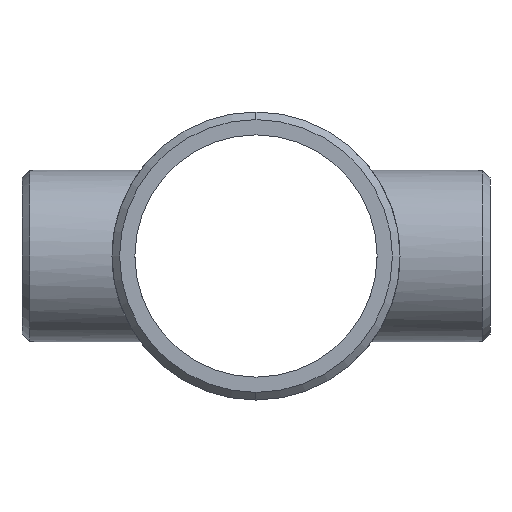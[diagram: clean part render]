
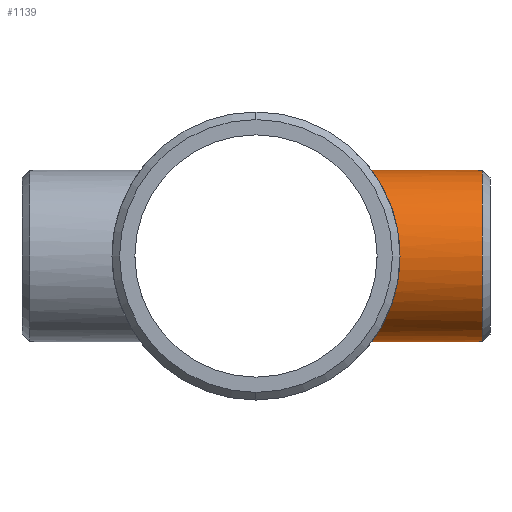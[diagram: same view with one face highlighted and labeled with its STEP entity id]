
A CAD part, left-side view. The second image highlights one B-rep face of the part: STEP entity #1139.
In plain terms, the highlighted cylindrical face has radius 30.226 mm (diameter 60.452 mm), a partial arc.
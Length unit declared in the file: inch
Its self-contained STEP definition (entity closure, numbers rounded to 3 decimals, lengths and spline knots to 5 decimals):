
#13 = CARTESIAN_POINT ( 'NONE',  ( -0.78668, -1.78899, 0.89611 ) ) ;
#15 = CARTESIAN_POINT ( 'NONE',  ( 0., -1.60745, -1.19 ) ) ;
#27 = CARTESIAN_POINT ( 'NONE',  ( -0.60015, -1.71553, 1.0283 ) ) ;
#46 = CARTESIAN_POINT ( 'NONE',  ( -1.15832, -1.98131, -0.2756 ) ) ;
#61 = CARTESIAN_POINT ( 'NONE',  ( -0.99626, -1.89112, -0.6511 ) ) ;
#73 = CARTESIAN_POINT ( 'NONE',  ( 0., -3.25, 1.19 ) ) ;
#91 = VERTEX_POINT ( 'NONE', #15 ) ;
#105 = CARTESIAN_POINT ( 'NONE',  ( -0.90532, -1.84483, 0.77258 ) ) ;
#112 = CARTESIAN_POINT ( 'NONE',  ( -0.72831, -1.76377, 0.9442 ) ) ;
#117 = CARTESIAN_POINT ( 'NONE',  ( -0.33339, -1.64156, 1.14251 ) ) ;
#123 = CARTESIAN_POINT ( 'NONE',  ( -1.06562, -1.92842, 0.53541 ) ) ;
#136 = DIRECTION ( 'NONE',  ( 0., 1., 0. ) ) ;
#137 = CARTESIAN_POINT ( 'NONE',  ( -1.19006, -2.00004, -0.07989 ) ) ;
#140 = B_SPLINE_CURVE_WITH_KNOTS ( 'NONE', 3,
 ( #1157, #1165, #877, #329, #199, #298, #117, #853, #672, #215, #321, #27, #1045, #112, #13, #490, #1053, #494, #105, #683, #962, #691, #123, #1068, #975, #1074, #605, #884, #230, #137, #510, #46, #425, #792, #1171, #337, #644, #927, #538, #157, #61, #640, #1108, #445, #902, #530, #1019, #714, #368, #835, #258, #545, #648, #918, #274, #265, #1207, #373, #923, #909, #1211, #828, #732, #364 ),
 .UNSPECIFIED., .F., .F.,
 ( 4, 2, 2, 2, 2, 2, 2, 2, 2, 2, 2, 2, 2, 2, 2, 2, 2, 2, 2, 2, 2, 2, 2, 2, 2, 2, 2, 2, 2, 2, 2, 4 ),
 ( 0.09689, 0.10293, 0.10444, 0.10595, 0.10897, 0.112, 0.11502, 0.12106, 0.12257, 0.12408, 0.12711, 0.13315, 0.13617, 0.13919, 0.14524, 0.15128, 0.15431, 0.15733, 0.16035, 0.16186, 0.16337, 0.16942, 0.17244, 0.17395, 0.17546, 0.1815, 0.18302, 0.18453, 0.18755, 0.19057, 0.19208, 0.19359 ),
 .UNSPECIFIED. ) ;
#157 = CARTESIAN_POINT ( 'NONE',  ( -1.00675, -1.89667, -0.63476 ) ) ;
#162 = DIRECTION ( 'NONE',  ( 0., 0., -1. ) ) ;
#169 = LINE ( 'NONE', #73, #931 ) ;
#192 = AXIS2_PLACEMENT_3D ( 'NONE', #536, #1091, #162 ) ;
#199 = CARTESIAN_POINT ( 'NONE',  ( -0.27596, -1.63086, 1.15773 ) ) ;
#215 = CARTESIAN_POINT ( 'NONE',  ( -0.49779, -1.68242, 1.08157 ) ) ;
#230 = CARTESIAN_POINT ( 'NONE',  ( -1.18994, -1.99996, 0.08171 ) ) ;
#250 = VECTOR ( 'NONE', #136, 39.37008 ) ;
#258 = CARTESIAN_POINT ( 'NONE',  ( -0.53308, -1.69215, -1.06673 ) ) ;
#262 = ORIENTED_EDGE ( 'NONE', *, *, #576, .T. ) ;
#265 = CARTESIAN_POINT ( 'NONE',  ( -0.31369, -1.63736, -1.14859 ) ) ;
#274 = CARTESIAN_POINT ( 'NONE',  ( -0.37018, -1.64942, -1.13113 ) ) ;
#298 = CARTESIAN_POINT ( 'NONE',  ( -0.31428, -1.63778, 1.14792 ) ) ;
#321 = CARTESIAN_POINT ( 'NONE',  ( -0.53251, -1.69306, 1.0649 ) ) ;
#326 = EDGE_CURVE ( 'NONE', #629, #91, #140, .T. ) ;
#329 = CARTESIAN_POINT ( 'NONE',  ( -0.2567, -1.62771, 1.16215 ) ) ;
#337 = CARTESIAN_POINT ( 'NONE',  ( -1.08105, -1.93711, -0.49895 ) ) ;
#351 = ORIENTED_EDGE ( 'NONE', *, *, #1042, .T. ) ;
#364 = CARTESIAN_POINT ( 'NONE',  ( 0., -1.60745, -1.19 ) ) ;
#368 = CARTESIAN_POINT ( 'NONE',  ( -0.67901, -1.74492, -0.97745 ) ) ;
#369 = ORIENTED_EDGE ( 'NONE', *, *, #326, .T. ) ;
#371 = VERTEX_POINT ( 'NONE', #567 ) ;
#373 = CARTESIAN_POINT ( 'NONE',  ( -0.19847, -1.61921, -1.17399 ) ) ;
#375 = EDGE_LOOP ( 'NONE', ( #262, #351, #369, #706 ) ) ;
#425 = CARTESIAN_POINT ( 'NONE',  ( -1.14848, -1.97555, -0.31414 ) ) ;
#445 = CARTESIAN_POINT ( 'NONE',  ( -0.81284, -1.80112, -0.86996 ) ) ;
#455 = VERTEX_POINT ( 'NONE', #949 ) ;
#458 = DIRECTION ( 'NONE',  ( 0., 1., 0. ) ) ;
#490 = CARTESIAN_POINT ( 'NONE',  ( -0.85387, -1.82012, 0.82908 ) ) ;
#494 = CARTESIAN_POINT ( 'NONE',  ( -0.89272, -1.83868, 0.78709 ) ) ;
#510 = CARTESIAN_POINT ( 'NONE',  ( -1.18198, -1.9952, -0.15908 ) ) ;
#523 = CYLINDRICAL_SURFACE ( 'NONE', #192, 1.19 ) ;
#530 = CARTESIAN_POINT ( 'NONE',  ( -0.74028, -1.76967, -0.93191 ) ) ;
#536 = CARTESIAN_POINT ( 'NONE',  ( 0., -3.25, 0. ) ) ;
#538 = CARTESIAN_POINT ( 'NONE',  ( -1.02686, -1.90742, -0.60169 ) ) ;
#545 = CARTESIAN_POINT ( 'NONE',  ( -0.44388, -1.66752, -1.10429 ) ) ;
#567 = CARTESIAN_POINT ( 'NONE',  ( 0., -3.144, -1.19 ) ) ;
#576 = EDGE_CURVE ( 'NONE', #371, #455, #939, .T. ) ;
#605 = CARTESIAN_POINT ( 'NONE',  ( -1.15809, -1.98117, 0.27653 ) ) ;
#629 = VERTEX_POINT ( 'NONE', #816 ) ;
#640 = CARTESIAN_POINT ( 'NONE',  ( -0.94209, -1.86281, -0.73112 ) ) ;
#644 = CARTESIAN_POINT ( 'NONE',  ( -1.06421, -1.92775, -0.53391 ) ) ;
#648 = CARTESIAN_POINT ( 'NONE',  ( -0.42576, -1.66278, -1.1114 ) ) ;
#672 = CARTESIAN_POINT ( 'NONE',  ( -0.42648, -1.66271, 1.11163 ) ) ;
#683 = CARTESIAN_POINT ( 'NONE',  ( -0.94194, -1.86298, 0.72823 ) ) ;
#691 = CARTESIAN_POINT ( 'NONE',  ( -1.02888, -1.90818, 0.60277 ) ) ;
#706 = ORIENTED_EDGE ( 'NONE', *, *, #955, .F. ) ;
#714 = CARTESIAN_POINT ( 'NONE',  ( -0.69456, -1.75103, -0.96646 ) ) ;
#718 = DIRECTION ( 'NONE',  ( 0., 0., -1. ) ) ;
#728 = FACE_OUTER_BOUND ( 'NONE', #375, .T. ) ;
#732 = CARTESIAN_POINT ( 'NONE',  ( -0.02017, -1.60745, -1.19 ) ) ;
#780 = CARTESIAN_POINT ( 'NONE',  ( 0., -3.25, -1.19 ) ) ;
#792 = CARTESIAN_POINT ( 'NONE',  ( -1.12494, -1.96196, -0.39013 ) ) ;
#816 = CARTESIAN_POINT ( 'NONE',  ( 0., -1.60745, 1.19 ) ) ;
#828 = CARTESIAN_POINT ( 'NONE',  ( -0.04036, -1.60783, -1.18948 ) ) ;
#835 = CARTESIAN_POINT ( 'NONE',  ( -0.60006, -1.71481, -1.03045 ) ) ;
#853 = CARTESIAN_POINT ( 'NONE',  ( -0.38987, -1.65365, 1.12501 ) ) ;
#877 = CARTESIAN_POINT ( 'NONE',  ( -0.15989, -1.61357, 1.18185 ) ) ;
#884 = CARTESIAN_POINT ( 'NONE',  ( -1.18172, -1.99504, 0.16076 ) ) ;
#902 = CARTESIAN_POINT ( 'NONE',  ( -0.78465, -1.78853, -0.89548 ) ) ;
#909 = CARTESIAN_POINT ( 'NONE',  ( -0.10022, -1.61045, -1.18594 ) ) ;
#918 = CARTESIAN_POINT ( 'NONE',  ( -0.38894, -1.65374, -1.12482 ) ) ;
#923 = CARTESIAN_POINT ( 'NONE',  ( -0.15946, -1.61486, -1.17994 ) ) ;
#927 = CARTESIAN_POINT ( 'NONE',  ( -1.0365, -1.91264, -0.58493 ) ) ;
#931 = VECTOR ( 'NONE', #458, 39.37008 ) ;
#939 = CIRCLE ( 'NONE', #1216, 1.19 ) ;
#949 = CARTESIAN_POINT ( 'NONE',  ( 0., -3.144, 1.19 ) ) ;
#955 = EDGE_CURVE ( 'NONE', #371, #91, #974, .T. ) ;
#962 = CARTESIAN_POINT ( 'NONE',  ( -0.96481, -1.87468, 0.69764 ) ) ;
#974 = LINE ( 'NONE', #780, #250 ) ;
#975 = CARTESIAN_POINT ( 'NONE',  ( -1.12494, -1.96196, 0.39008 ) ) ;
#997 = CARTESIAN_POINT ( 'NONE',  ( 0., -3.144, 0. ) ) ;
#1019 = CARTESIAN_POINT ( 'NONE',  ( -0.72518, -1.7634, -0.94371 ) ) ;
#1042 = EDGE_CURVE ( 'NONE', #455, #629, #169, .T. ) ;
#1045 = CARTESIAN_POINT ( 'NONE',  ( -0.63321, -1.72742, 1.00827 ) ) ;
#1053 = CARTESIAN_POINT ( 'NONE',  ( -0.86702, -1.82633, 0.81532 ) ) ;
#1068 = CARTESIAN_POINT ( 'NONE',  ( -1.11126, -1.95413, 0.42747 ) ) ;
#1074 = CARTESIAN_POINT ( 'NONE',  ( -1.14832, -1.97546, 0.31468 ) ) ;
#1091 = DIRECTION ( 'NONE',  ( 0., 1., 0. ) ) ;
#1108 = CARTESIAN_POINT ( 'NONE',  ( -0.89351, -1.83847, -0.78962 ) ) ;
#1139 = ADVANCED_FACE ( 'NONE', ( #728 ), #523, .T. ) ;
#1157 = CARTESIAN_POINT ( 'NONE',  ( 0., -1.60745, 1.19 ) ) ;
#1165 = CARTESIAN_POINT ( 'NONE',  ( -0.08077, -1.60745, 1.19 ) ) ;
#1171 = CARTESIAN_POINT ( 'NONE',  ( -1.11141, -1.95422, -0.42706 ) ) ;
#1187 = DIRECTION ( 'NONE',  ( 0., 1., 0. ) ) ;
#1207 = CARTESIAN_POINT ( 'NONE',  ( -0.27559, -1.63046, -1.15832 ) ) ;
#1211 = CARTESIAN_POINT ( 'NONE',  ( -0.08035, -1.60933, -1.18745 ) ) ;
#1216 = AXIS2_PLACEMENT_3D ( 'NONE', #997, #1187, #718 ) ;
